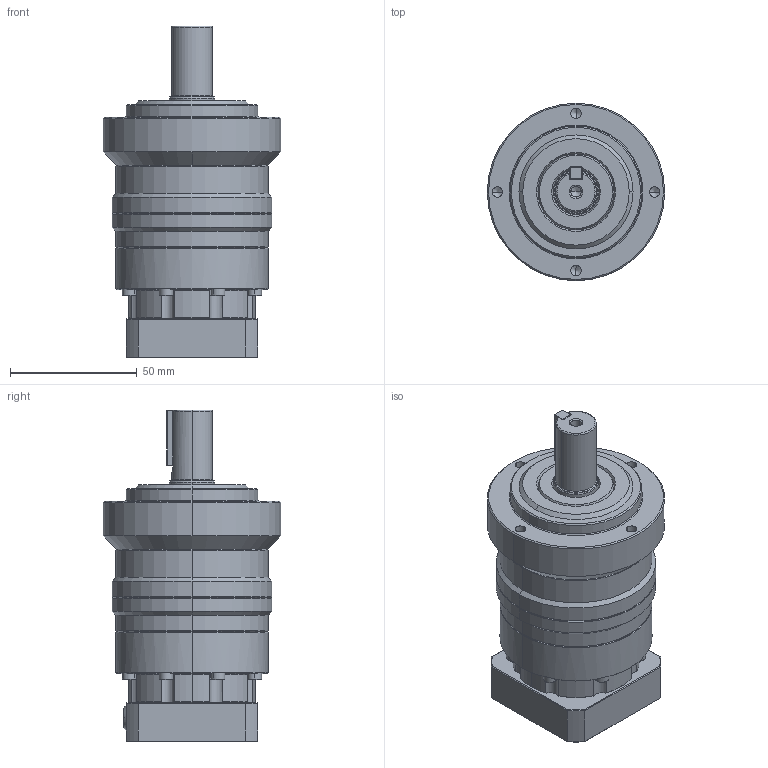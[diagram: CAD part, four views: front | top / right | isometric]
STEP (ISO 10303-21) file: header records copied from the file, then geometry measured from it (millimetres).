
FILE_DESCRIPTION (( 'STEP AP203' ), '1' );
FILE_NAME ('PGA070-25A1.step', '2019-12-03T14:53:30', ( '' ), ( '' ), 'SwSTEP 2.0', 'SolidWorks 2019', '' );
FILE_SCHEMA (( 'CONFIG_CONTROL_DESIGN' ));
Length unit declared in the file: millimetre
Products named in the file (1): PGA070-25A1
Bounding box: 70 x 70 x 131 mm (x, y, z)
Volume: 281580.9 mm3; surface area: 37208.2 mm2
Topology: 1 solids, 1 shells, 495 faces, 1279 edges, 787 vertices
Faces by surface type: plane 199, cylinder 129, cone 121, torus 46
Entity records: 15008 total; most frequent: CARTESIAN_POINT 3160, DIRECTION 2531, ORIENTED_EDGE 2458, EDGE_CURVE 1229, AXIS2_PLACEMENT_3D 978, VERTEX_POINT 787, VECTOR 575, LINE 575
